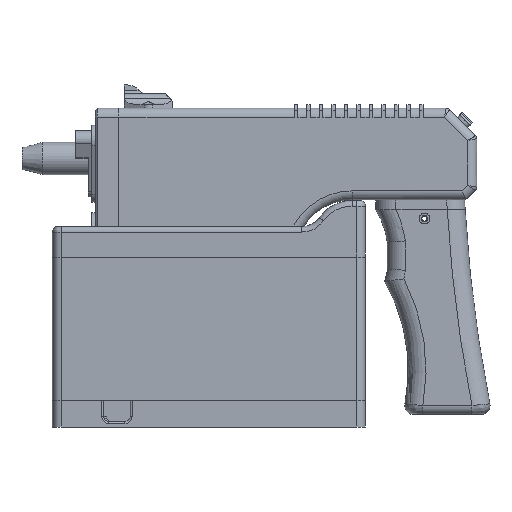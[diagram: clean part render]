
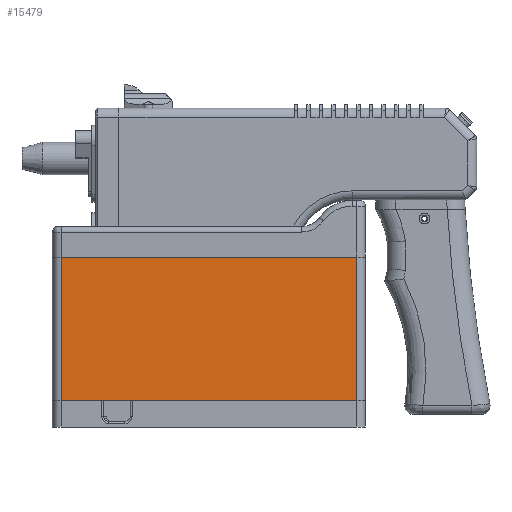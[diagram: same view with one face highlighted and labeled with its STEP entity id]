
A CAD part, left-side view. The second image highlights one B-rep face of the part: STEP entity #15479.
In plain terms, the highlighted planar face has unit normal (-1, 0, 0).
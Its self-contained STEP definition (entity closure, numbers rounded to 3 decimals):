
#727=PLANE('',#16953);
#1954=LINE('',#27317,#3358);
#1958=LINE('',#27331,#3362);
#1975=LINE('',#27384,#3379);
#2012=LINE('',#27475,#3416);
#3358=VECTOR('',#20915,10.);
#3362=VECTOR('',#20927,10.);
#3379=VECTOR('',#20970,10.);
#3416=VECTOR('',#21073,10.);
#4655=FACE_OUTER_BOUND('',#5655,.T.);
#5655=EDGE_LOOP('',(#14042,#14043,#14044,#14045));
#7806=VERTEX_POINT('',#27310);
#7809=VERTEX_POINT('',#27315);
#7815=VERTEX_POINT('',#27329);
#7838=VERTEX_POINT('',#27382);
#9882=EDGE_CURVE('',#7809,#7806,#1954,.T.);
#9889=EDGE_CURVE('',#7815,#7809,#1958,.T.);
#9916=EDGE_CURVE('',#7838,#7815,#1975,.T.);
#9962=EDGE_CURVE('',#7806,#7838,#2012,.T.);
#14042=ORIENTED_EDGE('',*,*,#9882,.F.);
#14043=ORIENTED_EDGE('',*,*,#9889,.F.);
#14044=ORIENTED_EDGE('',*,*,#9916,.F.);
#14045=ORIENTED_EDGE('',*,*,#9962,.F.);
#15479=ADVANCED_FACE('',(#4655),#727,.T.);
#16953=AXIS2_PLACEMENT_3D('',#27474,#21071,#21072);
#20915=DIRECTION('',(0.,0.,1.));
#20927=DIRECTION('',(0.,1.,0.));
#20970=DIRECTION('',(0.,0.,-1.));
#21071=DIRECTION('center_axis',(-1.,0.,0.));
#21072=DIRECTION('ref_axis',(0.,-1.,0.));
#21073=DIRECTION('',(0.,-1.,0.));
#27310=CARTESIAN_POINT('',(-43.,20.,92.));
#27315=CARTESIAN_POINT('',(-43.,20.,12.));
#27317=CARTESIAN_POINT('',(-43.,20.,12.));
#27329=CARTESIAN_POINT('',(-43.,-145.,12.));
#27331=CARTESIAN_POINT('',(-43.,-18.75,12.));
#27382=CARTESIAN_POINT('',(-43.,-145.,92.));
#27384=CARTESIAN_POINT('',(-43.,-145.,12.));
#27474=CARTESIAN_POINT('Origin',(-43.,25.,12.));
#27475=CARTESIAN_POINT('',(-43.,-18.75,92.));
